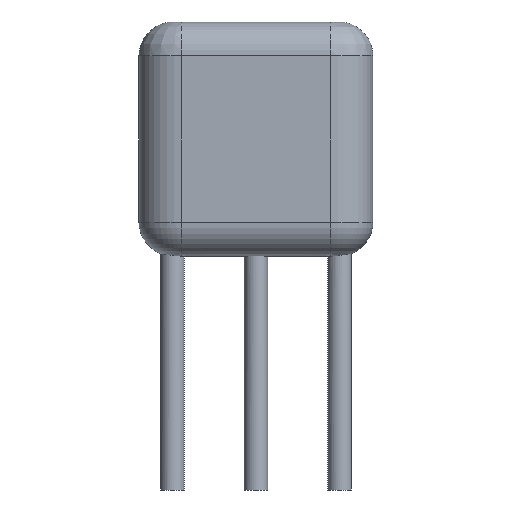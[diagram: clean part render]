
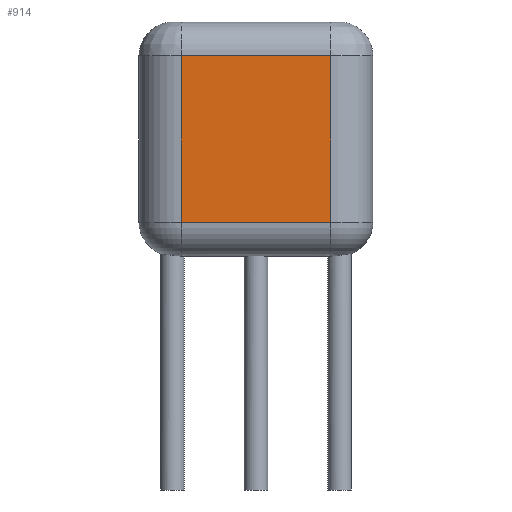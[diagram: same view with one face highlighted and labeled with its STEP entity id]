
A CAD part, front view. The second image highlights one B-rep face of the part: STEP entity #914.
In plain terms, the highlighted planar face has unit normal (0, -1, 0).
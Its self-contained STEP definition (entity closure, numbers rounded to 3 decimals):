
#372 = VERTEX_POINT('',#373);
#373 = CARTESIAN_POINT('',(0.27,-1.27,4.016));
#407 = EDGE_CURVE('',#372,#408,#410,.T.);
#408 = VERTEX_POINT('',#409);
#409 = CARTESIAN_POINT('',(4.73,-1.27,4.016));
#410 = LINE('',#411,#412);
#411 = CARTESIAN_POINT('',(0.27,-1.27,4.016));
#412 = VECTOR('',#413,1.);
#413 = DIRECTION('',(1.,0.,0.));
#722 = VERTEX_POINT('',#723);
#723 = CARTESIAN_POINT('',(0.27,-1.27,8.984));
#730 = EDGE_CURVE('',#372,#722,#731,.T.);
#731 = LINE('',#732,#733);
#732 = CARTESIAN_POINT('',(0.27,-1.27,3.));
#733 = VECTOR('',#734,1.);
#734 = DIRECTION('',(0.,0.,1.));
#914 = ADVANCED_FACE('',(#915),#933,.T.);
#915 = FACE_BOUND('',#916,.T.);
#916 = EDGE_LOOP('',(#917,#925,#931,#932));
#917 = ORIENTED_EDGE('',*,*,#918,.T.);
#918 = EDGE_CURVE('',#408,#919,#921,.T.);
#919 = VERTEX_POINT('',#920);
#920 = CARTESIAN_POINT('',(4.73,-1.27,8.984));
#921 = LINE('',#922,#923);
#922 = CARTESIAN_POINT('',(4.73,-1.27,3.));
#923 = VECTOR('',#924,1.);
#924 = DIRECTION('',(0.,0.,1.));
#925 = ORIENTED_EDGE('',*,*,#926,.T.);
#926 = EDGE_CURVE('',#919,#722,#927,.T.);
#927 = LINE('',#928,#929);
#928 = CARTESIAN_POINT('',(4.73,-1.27,8.984));
#929 = VECTOR('',#930,1.);
#930 = DIRECTION('',(-1.,0.,0.));
#931 = ORIENTED_EDGE('',*,*,#730,.F.);
#932 = ORIENTED_EDGE('',*,*,#407,.T.);
#933 = PLANE('',#934);
#934 = AXIS2_PLACEMENT_3D('',#935,#936,#937);
#935 = CARTESIAN_POINT('',(4.73,-1.27,3.));
#936 = DIRECTION('',(0.,-1.,0.));
#937 = DIRECTION('',(-1.,0.,0.));
